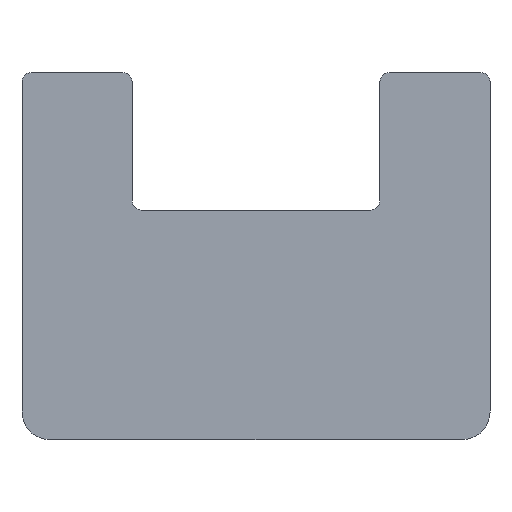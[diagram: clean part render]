
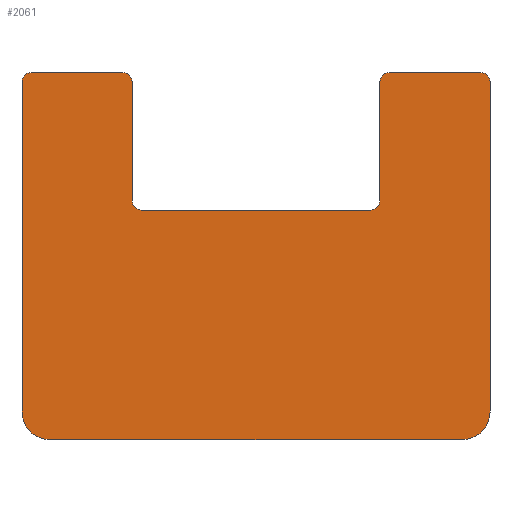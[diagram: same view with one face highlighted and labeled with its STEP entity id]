
A CAD part, front view. The second image highlights one B-rep face of the part: STEP entity #2061.
In plain terms, the highlighted planar face has unit normal (0, -1, 0).
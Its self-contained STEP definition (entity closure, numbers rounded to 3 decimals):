
#1918=CARTESIAN_POINT('POINT89',(14.5,0.,15.));
#1919=VERTEX_POINT('VERTEX89',#1918);
#1920=CARTESIAN_POINT('POINT90',(24.5,0.,15.));
#1921=VERTEX_POINT('VERTEX90',#1920);
#1922=CARTESIAN_POINT('POS182',(6.75,0.,15.));
#1923=DIRECTION('DIR323',(1.,0.,0.));
#1924=VECTOR('VEC41',#1923,1.);
#1925=LINE('STRAIGHT41',#1922,#1924);
#1926=EDGE_CURVE('EDGE141',#1919,#1921,#1925,.T.);
#1927=ORIENTED_EDGE('COEDGE229',*,*,#1926,.F.);
#1928=CARTESIAN_POINT('POINT91',(13.5,0.,14.));
#1929=VERTEX_POINT('VERTEX91',#1928);
#1930=CARTESIAN_POINT('POS183',(14.5,0.,14.));
#1931=DIRECTION('DIR324',(0.,1.,0.));
#1932=DIRECTION('DIR325',(-1.,0.,0.));
#1933=AXIS2_PLACEMENT_3D('AXIS142',#1930,#1931,#1932);
#1934=CIRCLE('ELLIPSE95',#1933,1.);
#1935=EDGE_CURVE('EDGE142',#1919,#1929,#1934,.F.);
#1936=ORIENTED_EDGE('COEDGE230',*,*,#1935,.T.);
#1937=CARTESIAN_POINT('POINT92',(13.5,0.,1.));
#1938=VERTEX_POINT('VERTEX92',#1937);
#1939=CARTESIAN_POINT('POS184',(13.5,0.,0.));
#1940=DIRECTION('DIR326',(0.,0.,1.));
#1941=VECTOR('VEC42',#1940,1.);
#1942=LINE('STRAIGHT42',#1939,#1941);
#1943=EDGE_CURVE('EDGE143',#1938,#1929,#1942,.T.);
#1944=ORIENTED_EDGE('COEDGE231',*,*,#1943,.F.);
#1945=CARTESIAN_POINT('POINT93',(12.5,0.,0.));
#1946=VERTEX_POINT('VERTEX93',#1945);
#1947=CARTESIAN_POINT('POS185',(12.5,0.,1.));
#1948=DIRECTION('DIR327',(0.,1.,0.));
#1949=DIRECTION('DIR328',(0.,0.,-1.));
#1950=AXIS2_PLACEMENT_3D('AXIS143',#1947,#1948,#1949);
#1951=CIRCLE('ELLIPSE96',#1950,1.);
#1952=EDGE_CURVE('EDGE144',#1938,#1946,#1951,.T.);
#1953=ORIENTED_EDGE('COEDGE232',*,*,#1952,.T.);
#1954=CARTESIAN_POINT('POINT94',(-12.5,0.,0.));
#1955=VERTEX_POINT('VERTEX94',#1954);
#1956=CARTESIAN_POINT('POS186',(-6.75,0.,0.));
#1957=DIRECTION('DIR329',(1.,0.,0.));
#1958=VECTOR('VEC43',#1957,1.);
#1959=LINE('STRAIGHT43',#1956,#1958);
#1960=EDGE_CURVE('EDGE145',#1955,#1946,#1959,.T.);
#1961=ORIENTED_EDGE('COEDGE233',*,*,#1960,.F.);
#1962=CARTESIAN_POINT('POINT95',(-13.5,0.,1.));
#1963=VERTEX_POINT('VERTEX95',#1962);
#1964=CARTESIAN_POINT('POS187',(-12.5,0.,1.));
#1965=DIRECTION('DIR330',(0.,1.,0.));
#1966=DIRECTION('DIR331',(-1.,0.,0.));
#1967=AXIS2_PLACEMENT_3D('AXIS144',#1964,#1965,#1966);
#1968=CIRCLE('ELLIPSE97',#1967,1.);
#1969=EDGE_CURVE('EDGE146',#1955,#1963,#1968,.T.);
#1970=ORIENTED_EDGE('COEDGE234',*,*,#1969,.T.);
#1971=CARTESIAN_POINT('POINT96',(-13.5,0.,14.));
#1972=VERTEX_POINT('VERTEX96',#1971);
#1973=CARTESIAN_POINT('POS188',(-13.5,0.,7.5));
#1974=DIRECTION('DIR332',(0.,0.,-1.));
#1975=VECTOR('VEC44',#1974,1.);
#1976=LINE('STRAIGHT44',#1973,#1975);
#1977=EDGE_CURVE('EDGE147',#1972,#1963,#1976,.T.);
#1978=ORIENTED_EDGE('COEDGE235',*,*,#1977,.F.);
#1979=CARTESIAN_POINT('POINT97',(-14.5,0.,15.));
#1980=VERTEX_POINT('VERTEX97',#1979);
#1981=CARTESIAN_POINT('POS189',(-14.5,0.,14.));
#1982=DIRECTION('DIR333',(0.,1.,0.));
#1983=DIRECTION('DIR334',(0.,0.,1.));
#1984=AXIS2_PLACEMENT_3D('AXIS145',#1981,#1982,#1983);
#1985=CIRCLE('ELLIPSE98',#1984,1.);
#1986=EDGE_CURVE('EDGE148',#1972,#1980,#1985,.F.);
#1987=ORIENTED_EDGE('COEDGE236',*,*,#1986,.T.);
#1988=CARTESIAN_POINT('POINT98',(-24.5,0.,15.));
#1989=VERTEX_POINT('VERTEX98',#1988);
#1990=CARTESIAN_POINT('POS190',(-12.75,0.,15.));
#1991=DIRECTION('DIR335',(1.,0.,0.));
#1992=VECTOR('VEC45',#1991,1.);
#1993=LINE('STRAIGHT45',#1990,#1992);
#1994=EDGE_CURVE('EDGE149',#1989,#1980,#1993,.T.);
#1995=ORIENTED_EDGE('COEDGE237',*,*,#1994,.F.);
#1996=CARTESIAN_POINT('POINT99',(-25.5,0.,14.));
#1997=VERTEX_POINT('VERTEX99',#1996);
#1998=CARTESIAN_POINT('POS191',(-24.5,0.,14.));
#1999=DIRECTION('DIR336',(0.,1.,0.));
#2000=DIRECTION('DIR337',(-1.,0.,0.));
#2001=AXIS2_PLACEMENT_3D('AXIS146',#1998,#1999,#2000);
#2002=CIRCLE('ELLIPSE99',#2001,1.);
#2003=EDGE_CURVE('EDGE150',#1989,#1997,#2002,.F.);
#2004=ORIENTED_EDGE('COEDGE238',*,*,#2003,.T.);
#2005=CARTESIAN_POINT('POINT100',(-25.5,0.,-22.));
#2006=VERTEX_POINT('VERTEX100',#2005);
#2007=CARTESIAN_POINT('POS192',(-25.5,0.,-12.5));
#2008=DIRECTION('DIR338',(0.,0.,1.));
#2009=VECTOR('VEC46',#2008,1.);
#2010=LINE('STRAIGHT46',#2007,#2009);
#2011=EDGE_CURVE('EDGE151',#2006,#1997,#2010,.T.);
#2012=ORIENTED_EDGE('COEDGE239',*,*,#2011,.F.);
#2013=CARTESIAN_POINT('POINT101',(-22.5,0.,-25.));
#2014=VERTEX_POINT('VERTEX101',#2013);
#2015=CARTESIAN_POINT('POS193',(-22.5,0.,-22.));
#2016=DIRECTION('DIR339',(0.,1.,0.));
#2017=DIRECTION('DIR340',(0.,0.,-1.));
#2018=AXIS2_PLACEMENT_3D('AXIS147',#2015,#2016,#2017);
#2019=CIRCLE('ELLIPSE100',#2018,3.);
#2020=EDGE_CURVE('EDGE152',#2006,#2014,#2019,.F.);
#2021=ORIENTED_EDGE('COEDGE240',*,*,#2020,.T.);
#2022=CARTESIAN_POINT('POINT102',(22.5,0.,-25.));
#2023=VERTEX_POINT('VERTEX102',#2022);
#2024=CARTESIAN_POINT('POS194',(12.75,0.,-25.));
#2025=DIRECTION('DIR341',(-1.,0.,0.));
#2026=VECTOR('VEC47',#2025,1.);
#2027=LINE('STRAIGHT47',#2024,#2026);
#2028=EDGE_CURVE('EDGE153',#2023,#2014,#2027,.T.);
#2029=ORIENTED_EDGE('COEDGE241',*,*,#2028,.F.);
#2030=CARTESIAN_POINT('POINT103',(25.5,0.,-22.));
#2031=VERTEX_POINT('VERTEX103',#2030);
#2032=CARTESIAN_POINT('POS195',(22.5,0.,-22.));
#2033=DIRECTION('DIR342',(0.,1.,0.));
#2034=DIRECTION('DIR343',(1.,0.,0.));
#2035=AXIS2_PLACEMENT_3D('AXIS148',#2032,#2033,#2034);
#2036=CIRCLE('ELLIPSE101',#2035,3.);
#2037=EDGE_CURVE('EDGE154',#2023,#2031,#2036,.F.);
#2038=ORIENTED_EDGE('COEDGE242',*,*,#2037,.T.);
#2039=CARTESIAN_POINT('POINT104',(25.5,0.,14.));
#2040=VERTEX_POINT('VERTEX104',#2039);
#2041=CARTESIAN_POINT('POS196',(25.5,0.,7.5));
#2042=DIRECTION('DIR344',(0.,0.,-1.));
#2043=VECTOR('VEC48',#2042,1.);
#2044=LINE('STRAIGHT48',#2041,#2043);
#2045=EDGE_CURVE('EDGE155',#2040,#2031,#2044,.T.);
#2046=ORIENTED_EDGE('COEDGE243',*,*,#2045,.F.);
#2047=CARTESIAN_POINT('POS197',(24.5,0.,14.));
#2048=DIRECTION('DIR345',(0.,1.,0.));
#2049=DIRECTION('DIR346',(0.,0.,1.));
#2050=AXIS2_PLACEMENT_3D('AXIS149',#2047,#2048,#2049);
#2051=CIRCLE('ELLIPSE102',#2050,1.);
#2052=EDGE_CURVE('EDGE156',#2040,#1921,#2051,.F.);
#2053=ORIENTED_EDGE('COEDGE244',*,*,#2052,.T.);
#2054=EDGE_LOOP('NONE',(#1927,#1936,#1944,#1953,#1961,#1970,#1978,#1987,
   #1995,#2004,#2012,#2021,#2029,#2038,#2046,#2053));
#2055=FACE_BOUND('LOOP1',#2054,.T.);
#2056=CARTESIAN_POINT('POS198',(0.,0.,0.));
#2057=DIRECTION('DIR347',(0.,1.,0.));
#2058=DIRECTION('DIR348',(1.,0.,0.));
#2059=AXIS2_PLACEMENT_3D('AXIS150',#2056,#2057,#2058);
#2060=PLANE('PLANE9',#2059);
#2061=ADVANCED_FACE('FACE61',(#2055),#2060,.F.);
